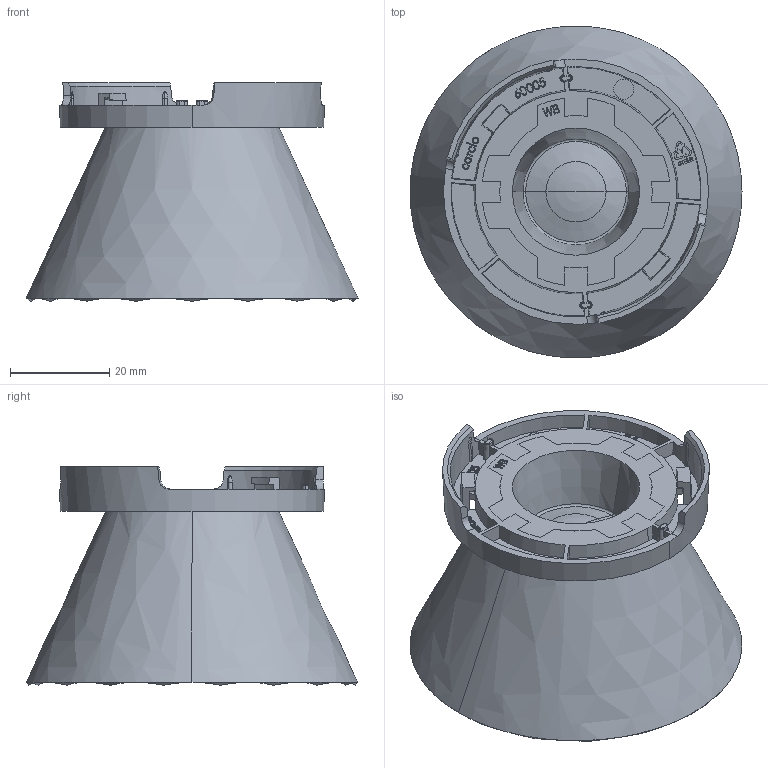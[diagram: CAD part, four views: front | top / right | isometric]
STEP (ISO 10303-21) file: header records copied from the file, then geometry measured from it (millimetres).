
FILE_DESCRIPTION (( 'STEP AP203' ), '1' );
FILE_NAME ('60035_Rev-1_BJB_WB_Customer.STEP', '2018-03-19T11:58:18', ( '' ), ( '' ), 'SwSTEP 2.0', 'SolidWorks 2017', '' );
FILE_SCHEMA (( 'CONFIG_CONTROL_DESIGN' ));
Length unit declared in the file: millimetre
Products named in the file (3): 60054_Rev-1_ TE-MOLEX-BJB_SI_WB_Customer; 60005_Rev-1_Silicone_CoB_Holder_BJB; 60035_Rev-1_BJB_WB_Customer
Assembly tree (2 placements, depth 2):
  60035_Rev-1_BJB_WB_Customer
    60054_Rev-1_ TE-MOLEX-BJB_SI_WB_Customer
    60005_Rev-1_Silicone_CoB_Holder_BJB
Bounding box: 67 x 66.89 x 44.1 mm (x, y, z)
Volume: 52251.7 mm3; surface area: 18740.2 mm2
Topology: 2 solids, 2 shells, 693 faces, 1870 edges, 1211 vertices
Faces by surface type: plane 321, bspline 233, cone 101, torus 22, cylinder 16
Entity records: 31334 total; most frequent: CARTESIAN_POINT 15944, ORIENTED_EDGE 3732, DIRECTION 2264, EDGE_CURVE 1866, VERTEX_POINT 1211, B_SPLINE_CURVE_WITH_KNOTS 869, AXIS2_PLACEMENT_3D 822, EDGE_LOOP 733
